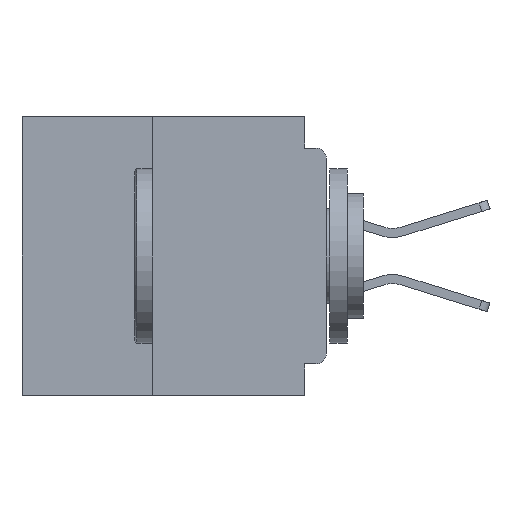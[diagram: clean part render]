
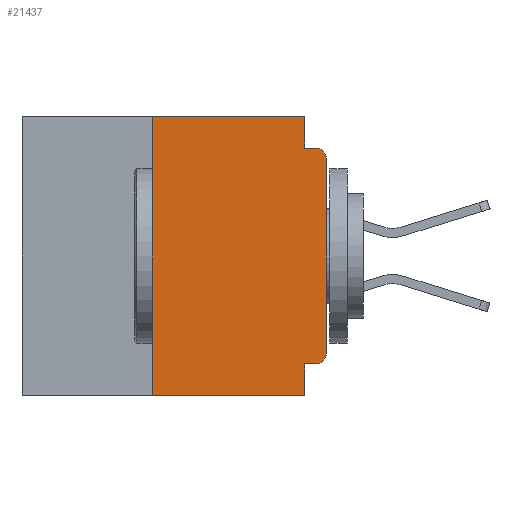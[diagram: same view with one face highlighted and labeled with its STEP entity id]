
A CAD part, left-side view. The second image highlights one B-rep face of the part: STEP entity #21437.
In plain terms, the highlighted planar face has unit normal (-1, 0, 0).
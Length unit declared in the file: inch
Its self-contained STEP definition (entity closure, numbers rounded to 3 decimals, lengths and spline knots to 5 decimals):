
#219 = AXIS2_PLACEMENT_3D ( 'NONE', #730, #35071, #18291 ) ;
#581 = LINE ( 'NONE', #35422, #1513 ) ;
#730 = CARTESIAN_POINT ( 'NONE',  ( 0., 0.437, 0. ) ) ;
#927 = VERTEX_POINT ( 'NONE', #14602 ) ;
#1223 = DIRECTION ( 'NONE',  ( -1., 0., 0. ) ) ;
#1272 = DIRECTION ( 'NONE',  ( -1., 0., 0. ) ) ;
#1513 = VECTOR ( 'NONE', #18650, 39.37008 ) ;
#1864 = EDGE_CURVE ( 'NONE', #18110, #27906, #4237, .T. ) ;
#1939 = CARTESIAN_POINT ( 'NONE',  ( 0., 0., -0.34 ) ) ;
#2730 = EDGE_CURVE ( 'NONE', #35879, #24029, #36973, .T. ) ;
#2790 = ORIENTED_EDGE ( 'NONE', *, *, #32284, .F. ) ;
#3209 = DIRECTION ( 'NONE',  ( 0., 0., 1. ) ) ;
#3295 = VECTOR ( 'NONE', #18874, 39.37008 ) ;
#3692 = CARTESIAN_POINT ( 'NONE',  ( 0., 0., -0.045 ) ) ;
#4237 = LINE ( 'NONE', #16279, #3295 ) ;
#4395 = LINE ( 'NONE', #5390, #26392 ) ;
#5321 = ORIENTED_EDGE ( 'NONE', *, *, #30239, .F. ) ;
#5371 = CIRCLE ( 'NONE', #27357, 0.015 ) ;
#5390 = CARTESIAN_POINT ( 'NONE',  ( 0., 0., -0.355 ) ) ;
#7781 = VECTOR ( 'NONE', #26654, 39.37008 ) ;
#8218 = ORIENTED_EDGE ( 'NONE', *, *, #2730, .T. ) ;
#8332 = DIRECTION ( 'NONE',  ( 0., 1., 0. ) ) ;
#8683 = VERTEX_POINT ( 'NONE', #17866 ) ;
#8713 = LINE ( 'NONE', #3692, #7781 ) ;
#8827 = VECTOR ( 'NONE', #25343, 39.37008 ) ;
#8989 = CARTESIAN_POINT ( 'NONE',  ( 0., 0.25, 0. ) ) ;
#10244 = VECTOR ( 'NONE', #14366, 39.37008 ) ;
#10925 = VERTEX_POINT ( 'NONE', #32817 ) ;
#11238 = ORIENTED_EDGE ( 'NONE', *, *, #18622, .T. ) ;
#12957 = ORIENTED_EDGE ( 'NONE', *, *, #34808, .F. ) ;
#13702 = VECTOR ( 'NONE', #29966, 39.37008 ) ;
#14366 = DIRECTION ( 'NONE',  ( 0., 0., -1. ) ) ;
#14602 = CARTESIAN_POINT ( 'NONE',  ( 0., 0.031, -0.4 ) ) ;
#15427 = PLANE ( 'NONE',  #219 ) ;
#15985 = AXIS2_PLACEMENT_3D ( 'NONE', #18692, #1272, #21500 ) ;
#16279 = CARTESIAN_POINT ( 'NONE',  ( 0., 0.437, 0. ) ) ;
#17647 = ORIENTED_EDGE ( 'NONE', *, *, #1864, .F. ) ;
#17866 = CARTESIAN_POINT ( 'NONE',  ( 0., 0.015, -0.355 ) ) ;
#18110 = VERTEX_POINT ( 'NONE', #8989 ) ;
#18291 = DIRECTION ( 'NONE',  ( 0., 0., -1. ) ) ;
#18548 = ORIENTED_EDGE ( 'NONE', *, *, #31650, .T. ) ;
#18622 = EDGE_CURVE ( 'NONE', #10925, #927, #32404, .T. ) ;
#18641 = CARTESIAN_POINT ( 'NONE',  ( 0., 0.015, -0.06 ) ) ;
#18650 = DIRECTION ( 'NONE',  ( 0., 0., -1. ) ) ;
#18692 = CARTESIAN_POINT ( 'NONE',  ( 0., 0.015, -0.34 ) ) ;
#18699 = LINE ( 'NONE', #20515, #31862 ) ;
#18874 = DIRECTION ( 'NONE',  ( 0., -1., 0. ) ) ;
#18991 = ORIENTED_EDGE ( 'NONE', *, *, #33764, .F. ) ;
#20003 = ORIENTED_EDGE ( 'NONE', *, *, #23409, .T. ) ;
#20515 = CARTESIAN_POINT ( 'NONE',  ( 0., 0.25, -0.4 ) ) ;
#21437 = ADVANCED_FACE ( 'NONE', ( #33952 ), #15427, .F. ) ;
#21457 = DIRECTION ( 'NONE',  ( 0., 0., -1. ) ) ;
#21460 = CIRCLE ( 'NONE', #15985, 0.015 ) ;
#21497 = VERTEX_POINT ( 'NONE', #35315 ) ;
#21500 = DIRECTION ( 'NONE',  ( 0., 0., -1. ) ) ;
#22571 = CARTESIAN_POINT ( 'NONE',  ( 0., 0.015, -0.045 ) ) ;
#23045 = ORIENTED_EDGE ( 'NONE', *, *, #26903, .F. ) ;
#23409 = EDGE_CURVE ( 'NONE', #24029, #26272, #5371, .T. ) ;
#24029 = VERTEX_POINT ( 'NONE', #29653 ) ;
#25343 = DIRECTION ( 'NONE',  ( 0., -1., 0. ) ) ;
#25390 = LINE ( 'NONE', #28468, #10244 ) ;
#26272 = VERTEX_POINT ( 'NONE', #22571 ) ;
#26392 = VECTOR ( 'NONE', #8332, 39.37008 ) ;
#26654 = DIRECTION ( 'NONE',  ( 0., -1., 0. ) ) ;
#26903 = EDGE_CURVE ( 'NONE', #21497, #927, #25390, .T. ) ;
#27357 = AXIS2_PLACEMENT_3D ( 'NONE', #18641, #1223, #21457 ) ;
#27906 = VERTEX_POINT ( 'NONE', #31369 ) ;
#28468 = CARTESIAN_POINT ( 'NONE',  ( 0., 0.031, -0.4 ) ) ;
#29653 = CARTESIAN_POINT ( 'NONE',  ( 0., 0., -0.06 ) ) ;
#29966 = DIRECTION ( 'NONE',  ( 0., 0., 1. ) ) ;
#30083 = CARTESIAN_POINT ( 'NONE',  ( 0., 0., 0. ) ) ;
#30239 = EDGE_CURVE ( 'NONE', #8683, #21497, #4395, .T. ) ;
#31369 = CARTESIAN_POINT ( 'NONE',  ( 0., 0.031, 0. ) ) ;
#31650 = EDGE_CURVE ( 'NONE', #8683, #35879, #21460, .T. ) ;
#31862 = VECTOR ( 'NONE', #3209, 39.37008 ) ;
#32007 = VERTEX_POINT ( 'NONE', #36942 ) ;
#32284 = EDGE_CURVE ( 'NONE', #27906, #32007, #581, .T. ) ;
#32404 = LINE ( 'NONE', #33758, #8827 ) ;
#32817 = CARTESIAN_POINT ( 'NONE',  ( 0., 0.25, -0.4 ) ) ;
#33758 = CARTESIAN_POINT ( 'NONE',  ( 0., 0.437, -0.4 ) ) ;
#33764 = EDGE_CURVE ( 'NONE', #32007, #26272, #8713, .T. ) ;
#33952 = FACE_OUTER_BOUND ( 'NONE', #35464, .T. ) ;
#34808 = EDGE_CURVE ( 'NONE', #10925, #18110, #18699, .T. ) ;
#35071 = DIRECTION ( 'NONE',  ( 1., 0., 0. ) ) ;
#35315 = CARTESIAN_POINT ( 'NONE',  ( 0., 0.031, -0.355 ) ) ;
#35422 = CARTESIAN_POINT ( 'NONE',  ( 0., 0.031, 0. ) ) ;
#35464 = EDGE_LOOP ( 'NONE', ( #8218, #20003, #18991, #2790, #17647, #12957, #11238, #23045, #5321, #18548 ) ) ;
#35879 = VERTEX_POINT ( 'NONE', #1939 ) ;
#36942 = CARTESIAN_POINT ( 'NONE',  ( 0., 0.031, -0.045 ) ) ;
#36973 = LINE ( 'NONE', #30083, #13702 ) ;
